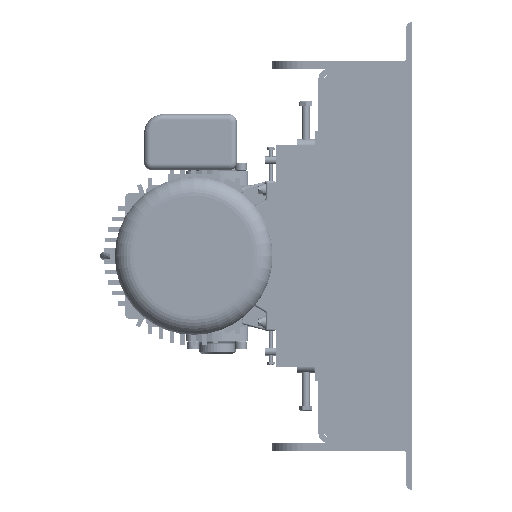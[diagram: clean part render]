
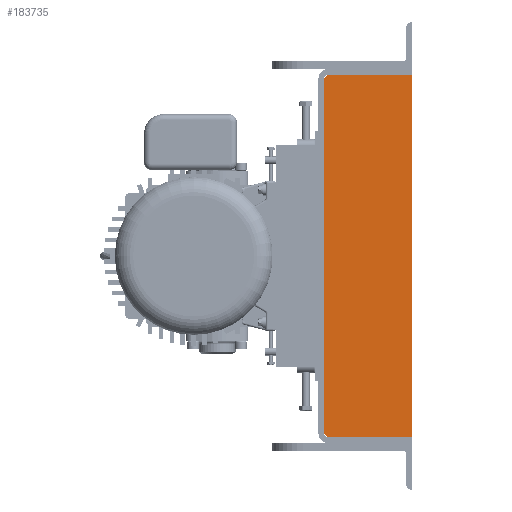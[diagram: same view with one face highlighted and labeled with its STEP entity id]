
A CAD part, left-side view. The second image highlights one B-rep face of the part: STEP entity #183735.
In plain terms, the highlighted planar face has unit normal (-1, 0, 0).
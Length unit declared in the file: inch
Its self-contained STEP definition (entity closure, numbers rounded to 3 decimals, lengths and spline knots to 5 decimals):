
#13128 = CARTESIAN_POINT ( 'NONE',  ( 0., 5.625, -0.625 ) ) ;
#20835 = CARTESIAN_POINT ( 'NONE',  ( 0., 5.375, -0.375 ) ) ;
#26855 = DIRECTION ( 'NONE',  ( 0., 0., 1. ) ) ;
#34998 = LINE ( 'NONE', #138910, #204939 ) ;
#35665 = CARTESIAN_POINT ( 'NONE',  ( 0., 5.625, -23.375 ) ) ;
#43484 = DIRECTION ( 'NONE',  ( 0., -0.707, 0.707 ) ) ;
#45432 = EDGE_CURVE ( 'NONE', #268861, #291400, #279985, .T. ) ;
#51884 = ORIENTED_EDGE ( 'NONE', *, *, #215679, .F. ) ;
#52500 = ORIENTED_EDGE ( 'NONE', *, *, #66344, .F. ) ;
#59072 = LINE ( 'NONE', #20835, #119557 ) ;
#62142 = CARTESIAN_POINT ( 'NONE',  ( 0., 5.375, -0.375 ) ) ;
#66344 = EDGE_CURVE ( 'NONE', #311929, #223902, #170808, .T. ) ;
#67393 = CARTESIAN_POINT ( 'NONE',  ( 0., 0., -0.375 ) ) ;
#69269 = VECTOR ( 'NONE', #170507, 39.37008 ) ;
#87724 = LINE ( 'NONE', #328122, #124045 ) ;
#92641 = FACE_OUTER_BOUND ( 'NONE', #237946, .T. ) ;
#93332 = EDGE_CURVE ( 'NONE', #199406, #311929, #87724, .T. ) ;
#96717 = AXIS2_PLACEMENT_3D ( 'NONE', #236834, #313626, #26855 ) ;
#119557 = VECTOR ( 'NONE', #43484, 39.37008 ) ;
#124045 = VECTOR ( 'NONE', #331463, 39.37008 ) ;
#126424 = VECTOR ( 'NONE', #241162, 39.37008 ) ;
#126508 = DIRECTION ( 'NONE',  ( 0., 0., 1. ) ) ;
#127638 = CARTESIAN_POINT ( 'NONE',  ( 0., 5.625, -0.625 ) ) ;
#138910 = CARTESIAN_POINT ( 'NONE',  ( 0., 5.375, -23.625 ) ) ;
#164433 = EDGE_CURVE ( 'NONE', #223902, #306712, #34998, .T. ) ;
#170507 = DIRECTION ( 'NONE',  ( 0., 0.707, 0.707 ) ) ;
#170808 = LINE ( 'NONE', #296334, #126424 ) ;
#175997 = ORIENTED_EDGE ( 'NONE', *, *, #45432, .F. ) ;
#183735 = ADVANCED_FACE ( 'NONE', ( #92641 ), #229030, .T. ) ;
#195287 = CARTESIAN_POINT ( 'NONE',  ( 0., 5.375, -23.625 ) ) ;
#199406 = VERTEX_POINT ( 'NONE', #62142 ) ;
#204939 = VECTOR ( 'NONE', #319427, 39.37008 ) ;
#214821 = EDGE_CURVE ( 'NONE', #291400, #199406, #59072, .T. ) ;
#215679 = EDGE_CURVE ( 'NONE', #306712, #268861, #239017, .T. ) ;
#223902 = VERTEX_POINT ( 'NONE', #287104 ) ;
#229030 = PLANE ( 'NONE',  #96717 ) ;
#236834 = CARTESIAN_POINT ( 'NONE',  ( 0., 0., 0. ) ) ;
#237946 = EDGE_LOOP ( 'NONE', ( #52500, #314596, #259036, #175997, #51884, #262691 ) ) ;
#239017 = LINE ( 'NONE', #268657, #69269 ) ;
#241162 = DIRECTION ( 'NONE',  ( 0., 0., -1. ) ) ;
#259036 = ORIENTED_EDGE ( 'NONE', *, *, #214821, .F. ) ;
#262691 = ORIENTED_EDGE ( 'NONE', *, *, #164433, .F. ) ;
#268657 = CARTESIAN_POINT ( 'NONE',  ( 0., 5.625, -23.375 ) ) ;
#268861 = VERTEX_POINT ( 'NONE', #35665 ) ;
#279985 = LINE ( 'NONE', #127638, #332565 ) ;
#287104 = CARTESIAN_POINT ( 'NONE',  ( 0., 0., -23.625 ) ) ;
#291400 = VERTEX_POINT ( 'NONE', #13128 ) ;
#296334 = CARTESIAN_POINT ( 'NONE',  ( 0., 0., -23.625 ) ) ;
#306712 = VERTEX_POINT ( 'NONE', #195287 ) ;
#311929 = VERTEX_POINT ( 'NONE', #67393 ) ;
#313626 = DIRECTION ( 'NONE',  ( -1., 0., 0. ) ) ;
#314596 = ORIENTED_EDGE ( 'NONE', *, *, #93332, .F. ) ;
#319427 = DIRECTION ( 'NONE',  ( 0., 1., 0. ) ) ;
#328122 = CARTESIAN_POINT ( 'NONE',  ( 0., 0., -0.375 ) ) ;
#331463 = DIRECTION ( 'NONE',  ( 0., -1., 0. ) ) ;
#332565 = VECTOR ( 'NONE', #126508, 39.37008 ) ;
